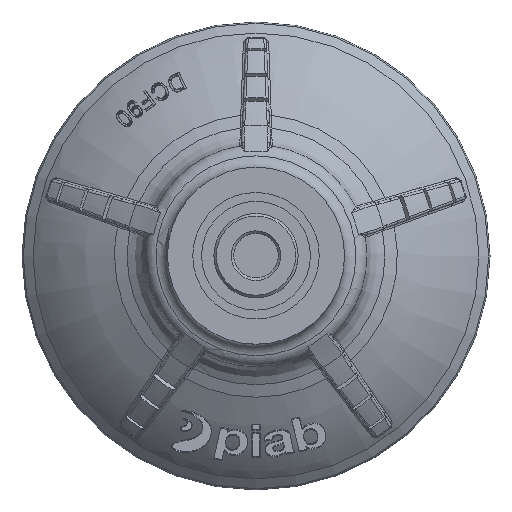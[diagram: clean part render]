
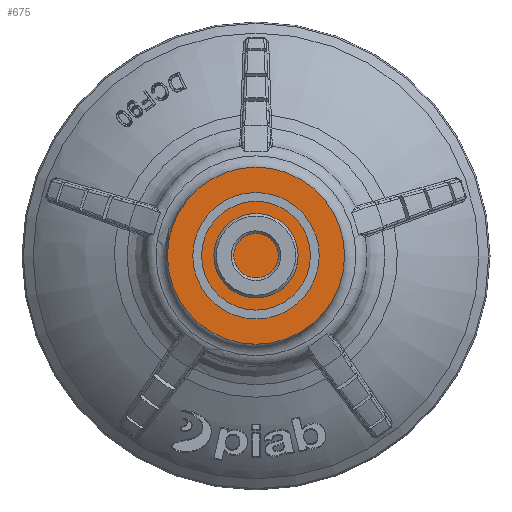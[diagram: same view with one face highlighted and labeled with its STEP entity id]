
A CAD part, top view. The second image highlights one B-rep face of the part: STEP entity #675.
In plain terms, the highlighted planar face has unit normal (0, 0, 1).
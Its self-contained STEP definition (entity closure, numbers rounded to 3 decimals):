
#675 = ADVANCED_FACE( '', ( #1828 ), #1829, .F. );
#1828 = FACE_OUTER_BOUND( '', #4243, .T. );
#1829 = PLANE( '', #4244 );
#4243 = EDGE_LOOP( '', ( #39938 ) );
#4244 = AXIS2_PLACEMENT_3D( '', #39939, #39940, #39941 );
#39938 = ORIENTED_EDGE( '', *, *, #43741, .F. );
#39939 = CARTESIAN_POINT( '', ( 0., 0., 32. ) );
#39940 = DIRECTION( '', ( 0., 0., -1. ) );
#39941 = DIRECTION( '', ( -1., 0., 0. ) );
#43741 = EDGE_CURVE( '', #45884, #45884, #45885, .T. );
#45884 = VERTEX_POINT( '', #49319 );
#45885 = CIRCLE( '', #49320, 17.5 );
#49319 = CARTESIAN_POINT( '', ( -17.5, 0., 32. ) );
#49320 = AXIS2_PLACEMENT_3D( '', #63489, #63490, #63491 );
#63489 = CARTESIAN_POINT( '', ( 0., 0., 32. ) );
#63490 = DIRECTION( '', ( 0., 0., -1. ) );
#63491 = DIRECTION( '', ( -1., 0., 0. ) );
